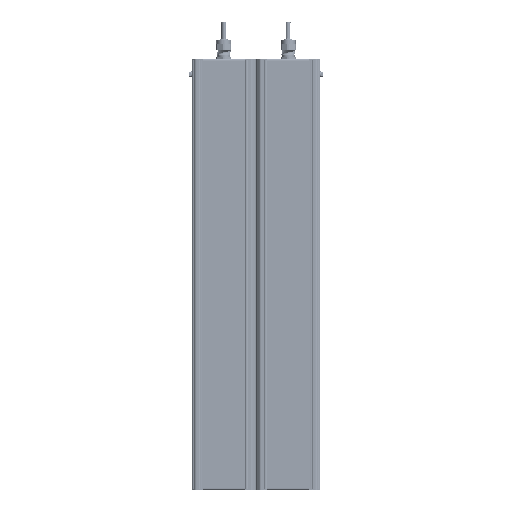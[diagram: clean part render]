
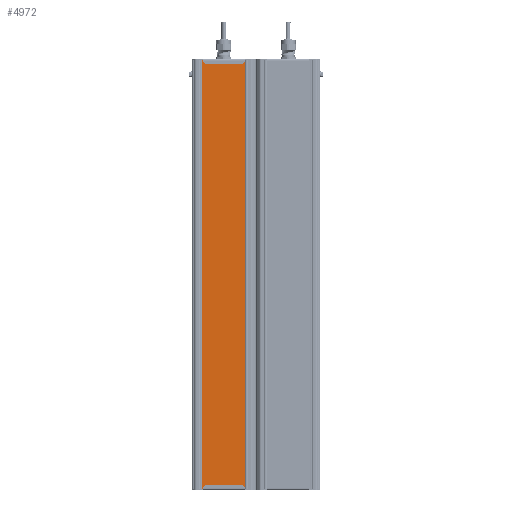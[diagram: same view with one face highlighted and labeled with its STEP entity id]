
A CAD part, front view. The second image highlights one B-rep face of the part: STEP entity #4972.
In plain terms, the highlighted face is planar.
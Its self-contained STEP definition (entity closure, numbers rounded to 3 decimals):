
#4972=ADVANCED_FACE('',(#13689),#13691,.T.);
#13689=FACE_BOUND('',#13690,.T.);
#13690=EDGE_LOOP('',(#42216,#42217,#42218,#42219));
#13691=PLANE('',#13692);
#13692=AXIS2_PLACEMENT_3D('',#13693,#13694,#13695);
#13693=CARTESIAN_POINT('',(120.465,593.492,117.308));
#13694=DIRECTION('',(0.,0.,-1.));
#13695=DIRECTION('',(0.,1.,0.));
#42216=ORIENTED_EDGE('',*,*,#48715,.T.);
#42217=ORIENTED_EDGE('',*,*,#48714,.T.);
#42218=ORIENTED_EDGE('',*,*,#48716,.F.);
#42219=ORIENTED_EDGE('',*,*,#48717,.F.);
#48714=EDGE_CURVE('',#52902,#52907,#52909,.T.);
#48715=EDGE_CURVE('',#52910,#52902,#52911,.T.);
#48716=EDGE_CURVE('',#52912,#52907,#52913,.T.);
#48717=EDGE_CURVE('',#52910,#52912,#52914,.T.);
#52902=VERTEX_POINT('',#64121);
#52907=VERTEX_POINT('',#64130);
#52909=LINE('',#64134,#64135);
#52910=VERTEX_POINT('',#64137);
#52911=LINE('',#64138,#64139);
#52912=VERTEX_POINT('',#64141);
#52913=LINE('',#64142,#64143);
#52914=LINE('',#64145,#64146);
#64121=CARTESIAN_POINT('',(120.465,679.838,117.308));
#64130=CARTESIAN_POINT('',(866.465,679.838,117.308));
#64134=CARTESIAN_POINT('',(120.465,679.838,117.308));
#64135=VECTOR('',#64136,1.);
#64136=DIRECTION('',(1.,0.,0.));
#64137=CARTESIAN_POINT('',(120.465,593.492,117.308));
#64138=CARTESIAN_POINT('',(120.465,593.492,117.308));
#64139=VECTOR('',#64140,1.);
#64140=DIRECTION('',(0.,1.,0.));
#64141=CARTESIAN_POINT('',(866.465,593.492,117.308));
#64142=CARTESIAN_POINT('',(866.465,593.492,117.308));
#64143=VECTOR('',#64144,1.);
#64144=DIRECTION('',(0.,1.,0.));
#64145=CARTESIAN_POINT('',(120.465,593.492,117.308));
#64146=VECTOR('',#64147,1.);
#64147=DIRECTION('',(1.,0.,0.));
